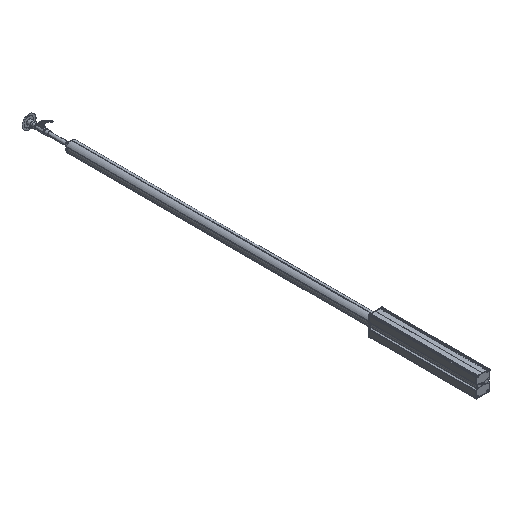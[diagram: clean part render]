
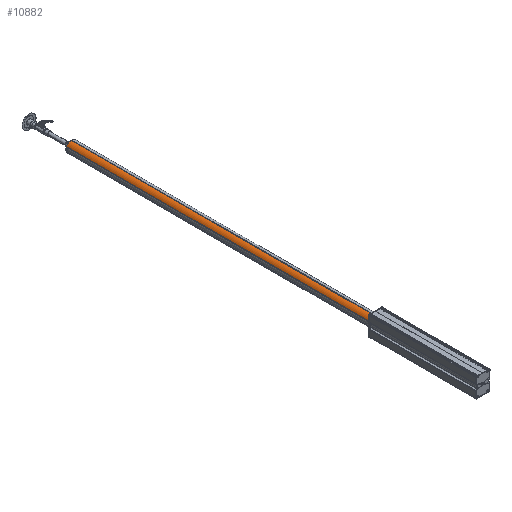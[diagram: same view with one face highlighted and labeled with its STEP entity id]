
A CAD part, isometric view. The second image highlights one B-rep face of the part: STEP entity #10882.
In plain terms, the highlighted cylindrical face has radius 40 mm (diameter 80 mm), a partial arc.
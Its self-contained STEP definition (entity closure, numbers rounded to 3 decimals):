
#310 = CARTESIAN_POINT ( 'NONE',  ( 0., 2217., 0. ) ) ;
#1086 = CARTESIAN_POINT ( 'NONE',  ( -36.955, 0., -15.307 ) ) ;
#1604 = DIRECTION ( 'NONE',  ( 0., 0., 1. ) ) ;
#1844 = CARTESIAN_POINT ( 'NONE',  ( -36.955, 2217., -15.307 ) ) ;
#2038 = DIRECTION ( 'NONE',  ( 0., -1., 0. ) ) ;
#2950 = EDGE_CURVE ( 'NONE', #16220, #7550, #14030, .T. ) ;
#3285 = CARTESIAN_POINT ( 'NONE',  ( 0., 0., 0. ) ) ;
#3356 = DIRECTION ( 'NONE',  ( 0., -1., 0. ) ) ;
#4339 = EDGE_CURVE ( 'NONE', #6190, #4676, #4434, .T. ) ;
#4400 = AXIS2_PLACEMENT_3D ( 'NONE', #310, #9354, #1604 ) ;
#4434 = LINE ( 'NONE', #12391, #10523 ) ;
#4576 = DIRECTION ( 'NONE',  ( 0., 0., 1. ) ) ;
#4676 = VERTEX_POINT ( 'NONE', #6649 ) ;
#5133 = CIRCLE ( 'NONE', #16172, 40. ) ;
#6190 = VERTEX_POINT ( 'NONE', #7391 ) ;
#6649 = CARTESIAN_POINT ( 'NONE',  ( 0., 0., -40. ) ) ;
#7224 = CARTESIAN_POINT ( 'NONE',  ( 0., 2217., 0. ) ) ;
#7391 = CARTESIAN_POINT ( 'NONE',  ( 0., 2217., -40. ) ) ;
#7394 = EDGE_CURVE ( 'NONE', #4676, #7550, #5133, .T. ) ;
#7458 = FACE_OUTER_BOUND ( 'NONE', #16079, .T. ) ;
#7550 = VERTEX_POINT ( 'NONE', #1086 ) ;
#8574 = AXIS2_PLACEMENT_3D ( 'NONE', #7224, #2038, #13613 ) ;
#8764 = CARTESIAN_POINT ( 'NONE',  ( -36.955, 2217., -15.307 ) ) ;
#9354 = DIRECTION ( 'NONE',  ( 0., 1., 0. ) ) ;
#9715 = ORIENTED_EDGE ( 'NONE', *, *, #2950, .F. ) ;
#10523 = VECTOR ( 'NONE', #3356, 1000. ) ;
#10882 = ADVANCED_FACE ( 'NONE', ( #7458 ), #13869, .T. ) ;
#11080 = VECTOR ( 'NONE', #12161, 1000. ) ;
#11889 = ORIENTED_EDGE ( 'NONE', *, *, #7394, .T. ) ;
#12161 = DIRECTION ( 'NONE',  ( 0., -1., 0. ) ) ;
#12301 = DIRECTION ( 'NONE',  ( 0., 1., 0. ) ) ;
#12391 = CARTESIAN_POINT ( 'NONE',  ( 0., 2217., -40. ) ) ;
#12840 = ORIENTED_EDGE ( 'NONE', *, *, #15082, .F. ) ;
#13613 = DIRECTION ( 'NONE',  ( 0., 0., -1. ) ) ;
#13869 = CYLINDRICAL_SURFACE ( 'NONE', #8574, 40. ) ;
#13911 = CIRCLE ( 'NONE', #4400, 40. ) ;
#14030 = LINE ( 'NONE', #1844, #11080 ) ;
#15082 = EDGE_CURVE ( 'NONE', #6190, #16220, #13911, .T. ) ;
#16079 = EDGE_LOOP ( 'NONE', ( #12840, #16087, #11889, #9715 ) ) ;
#16087 = ORIENTED_EDGE ( 'NONE', *, *, #4339, .T. ) ;
#16172 = AXIS2_PLACEMENT_3D ( 'NONE', #3285, #12301, #4576 ) ;
#16220 = VERTEX_POINT ( 'NONE', #8764 ) ;
